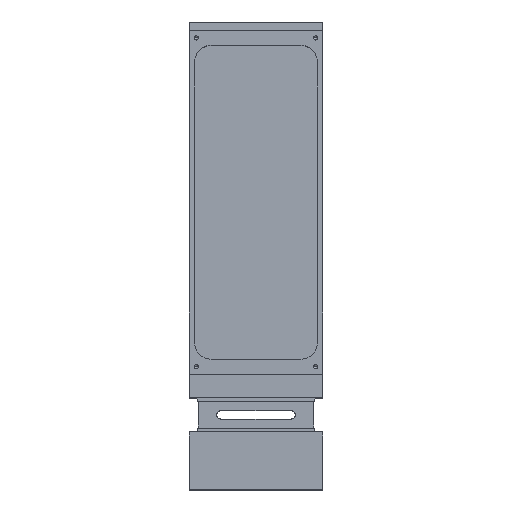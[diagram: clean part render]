
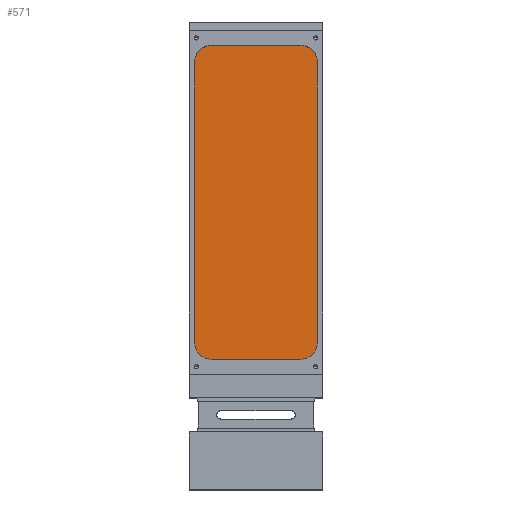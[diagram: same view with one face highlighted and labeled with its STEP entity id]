
A CAD part, top view. The second image highlights one B-rep face of the part: STEP entity #571.
In plain terms, the highlighted planar face has unit normal (0, 0, 1).
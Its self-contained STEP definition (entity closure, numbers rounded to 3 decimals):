
#71 = EDGE_CURVE ( 'NONE', #4182, #4113, #1970, .T. ) ;
#262 = ORIENTED_EDGE ( 'NONE', *, *, #3794, .T. ) ;
#378 = LINE ( 'NONE', #690, #3472 ) ;
#432 = EDGE_CURVE ( 'NONE', #4113, #3184, #3613, .T. ) ;
#469 = CARTESIAN_POINT ( 'NONE',  ( 42.45, 162.8, -48.805 ) ) ;
#478 = ORIENTED_EDGE ( 'NONE', *, *, #1358, .T. ) ;
#528 = DIRECTION ( 'NONE',  ( 0., 0., 1. ) ) ;
#542 = DIRECTION ( 'NONE',  ( 0., -1., 0. ) ) ;
#571 = ADVANCED_FACE ( 'NONE', ( #3878 ), #4253, .T. ) ;
#594 = AXIS2_PLACEMENT_3D ( 'NONE', #2569, #4080, #2885 ) ;
#625 = CARTESIAN_POINT ( 'NONE',  ( 42.45, 49.675, -48.805 ) ) ;
#631 = DIRECTION ( 'NONE',  ( 1., 0., 0. ) ) ;
#690 = CARTESIAN_POINT ( 'NONE',  ( 2., 49.675, -48.805 ) ) ;
#760 = AXIS2_PLACEMENT_3D ( 'NONE', #2439, #528, #3539 ) ;
#919 = ORIENTED_EDGE ( 'NONE', *, *, #2984, .T. ) ;
#933 = CARTESIAN_POINT ( 'NONE',  ( 48.8, 56.025, -48.805 ) ) ;
#1154 = VERTEX_POINT ( 'NONE', #3603 ) ;
#1227 = DIRECTION ( 'NONE',  ( 1., 0., 0. ) ) ;
#1234 = CARTESIAN_POINT ( 'NONE',  ( 0., 0., -48.805 ) ) ;
#1338 = DIRECTION ( 'NONE',  ( -1., 0., 0. ) ) ;
#1358 = EDGE_CURVE ( 'NONE', #2892, #4124, #378, .T. ) ;
#1413 = EDGE_LOOP ( 'NONE', ( #4264, #1931, #919, #4049, #478, #262, #1706, #3782 ) ) ;
#1441 = DIRECTION ( 'NONE',  ( 0., 0., 1. ) ) ;
#1614 = AXIS2_PLACEMENT_3D ( 'NONE', #1234, #3976, #2407 ) ;
#1694 = VECTOR ( 'NONE', #542, 1000. ) ;
#1706 = ORIENTED_EDGE ( 'NONE', *, *, #3023, .T. ) ;
#1931 = ORIENTED_EDGE ( 'NONE', *, *, #4116, .T. ) ;
#1970 = CIRCLE ( 'NONE', #4584, 6.35 ) ;
#2143 = CARTESIAN_POINT ( 'NONE',  ( 42.45, 169.15, -48.805 ) ) ;
#2333 = VECTOR ( 'NONE', #2734, 1000. ) ;
#2400 = LINE ( 'NONE', #3202, #2333 ) ;
#2407 = DIRECTION ( 'NONE',  ( 1., 0., 0. ) ) ;
#2414 = VERTEX_POINT ( 'NONE', #3843 ) ;
#2439 = CARTESIAN_POINT ( 'NONE',  ( 8.35, 56.025, -48.805 ) ) ;
#2506 = AXIS2_PLACEMENT_3D ( 'NONE', #4014, #1441, #631 ) ;
#2569 = CARTESIAN_POINT ( 'NONE',  ( 8.35, 162.8, -48.805 ) ) ;
#2734 = DIRECTION ( 'NONE',  ( 0., 1., 0. ) ) ;
#2844 = CARTESIAN_POINT ( 'NONE',  ( 48.8, 162.8, -48.805 ) ) ;
#2885 = DIRECTION ( 'NONE',  ( 1., 0., 0. ) ) ;
#2892 = VERTEX_POINT ( 'NONE', #4512 ) ;
#2984 = EDGE_CURVE ( 'NONE', #2414, #1154, #3894, .T. ) ;
#3023 = EDGE_CURVE ( 'NONE', #3174, #4182, #2400, .T. ) ;
#3174 = VERTEX_POINT ( 'NONE', #933 ) ;
#3184 = VERTEX_POINT ( 'NONE', #4751 ) ;
#3202 = CARTESIAN_POINT ( 'NONE',  ( 48.8, 169.15, -48.805 ) ) ;
#3377 = VECTOR ( 'NONE', #1338, 1000. ) ;
#3472 = VECTOR ( 'NONE', #4833, 1000. ) ;
#3505 = DIRECTION ( 'NONE',  ( 0., 0., 1. ) ) ;
#3539 = DIRECTION ( 'NONE',  ( 1., 0., 0. ) ) ;
#3543 = CIRCLE ( 'NONE', #2506, 6.35 ) ;
#3603 = CARTESIAN_POINT ( 'NONE',  ( 2., 56.025, -48.805 ) ) ;
#3613 = LINE ( 'NONE', #4743, #3377 ) ;
#3700 = CIRCLE ( 'NONE', #594, 6.35 ) ;
#3782 = ORIENTED_EDGE ( 'NONE', *, *, #71, .T. ) ;
#3794 = EDGE_CURVE ( 'NONE', #4124, #3174, #3543, .T. ) ;
#3843 = CARTESIAN_POINT ( 'NONE',  ( 2., 162.8, -48.805 ) ) ;
#3878 = FACE_OUTER_BOUND ( 'NONE', #1413, .T. ) ;
#3894 = LINE ( 'NONE', #3948, #1694 ) ;
#3948 = CARTESIAN_POINT ( 'NONE',  ( 2., 169.15, -48.805 ) ) ;
#3976 = DIRECTION ( 'NONE',  ( 0., 0., 1. ) ) ;
#4014 = CARTESIAN_POINT ( 'NONE',  ( 42.45, 56.025, -48.805 ) ) ;
#4049 = ORIENTED_EDGE ( 'NONE', *, *, #4360, .T. ) ;
#4080 = DIRECTION ( 'NONE',  ( 0., 0., 1. ) ) ;
#4113 = VERTEX_POINT ( 'NONE', #2143 ) ;
#4116 = EDGE_CURVE ( 'NONE', #3184, #2414, #3700, .T. ) ;
#4124 = VERTEX_POINT ( 'NONE', #625 ) ;
#4182 = VERTEX_POINT ( 'NONE', #2844 ) ;
#4252 = CIRCLE ( 'NONE', #760, 6.35 ) ;
#4253 = PLANE ( 'NONE',  #1614 ) ;
#4264 = ORIENTED_EDGE ( 'NONE', *, *, #432, .T. ) ;
#4360 = EDGE_CURVE ( 'NONE', #1154, #2892, #4252, .T. ) ;
#4512 = CARTESIAN_POINT ( 'NONE',  ( 8.35, 49.675, -48.805 ) ) ;
#4584 = AXIS2_PLACEMENT_3D ( 'NONE', #469, #3505, #1227 ) ;
#4743 = CARTESIAN_POINT ( 'NONE',  ( 2., 169.15, -48.805 ) ) ;
#4751 = CARTESIAN_POINT ( 'NONE',  ( 8.35, 169.15, -48.805 ) ) ;
#4833 = DIRECTION ( 'NONE',  ( 1., 0., 0. ) ) ;
